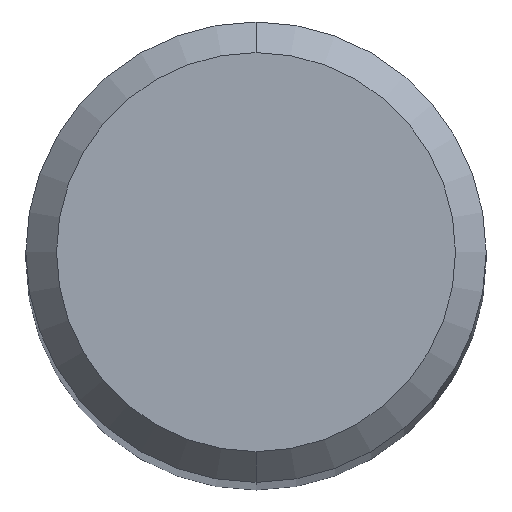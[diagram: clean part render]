
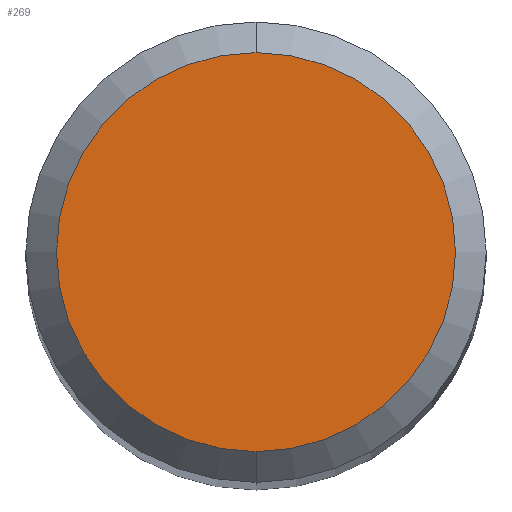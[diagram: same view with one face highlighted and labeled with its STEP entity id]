
A CAD part, top view. The second image highlights one B-rep face of the part: STEP entity #269.
In plain terms, the highlighted planar face has unit normal (0, 0, 1).
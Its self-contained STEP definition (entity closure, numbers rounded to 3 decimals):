
#215=EDGE_CURVE('',#457,#445,#537,.T.);
#269=ADVANCED_FACE('',(#597),#598,.T.);
#289=EDGE_CURVE('',#445,#457,#618,.T.);
#445=VERTEX_POINT('',#796);
#457=VERTEX_POINT('',#808);
#537=CIRCLE('',#907,2.6);
#597=FACE_OUTER_BOUND('',#996,.T.);
#598=PLANE('',#997);
#618=CIRCLE('',#1051,2.6);
#796=CARTESIAN_POINT('',(0.,-2.6,0.0));
#808=CARTESIAN_POINT('',(0.0,2.6,0.0));
#907=AXIS2_PLACEMENT_3D('',#1531,#1532,#1533);
#996=EDGE_LOOP('',(#1611,#1612));
#997=AXIS2_PLACEMENT_3D('',#1613,#1614,#1615);
#1051=AXIS2_PLACEMENT_3D('',#1620,#1621,#1622);
#1531=CARTESIAN_POINT('',(0.0,0.0,0.0));
#1532=DIRECTION('',(0.0,0.0,-1.0));
#1533=DIRECTION('',(0.0,1.0,0.0));
#1611=ORIENTED_EDGE('',*,*,#215,.F.);
#1612=ORIENTED_EDGE('',*,*,#289,.F.);
#1613=CARTESIAN_POINT('',(0.0,1.3,0.0));
#1614=DIRECTION('',(-0.0,0.0,1.0));
#1615=DIRECTION('',(0.0,-1.0,0.0));
#1620=CARTESIAN_POINT('',(0.0,0.0,0.0));
#1621=DIRECTION('',(0.0,0.0,-1.0));
#1622=DIRECTION('',(0.0,1.0,0.0));
